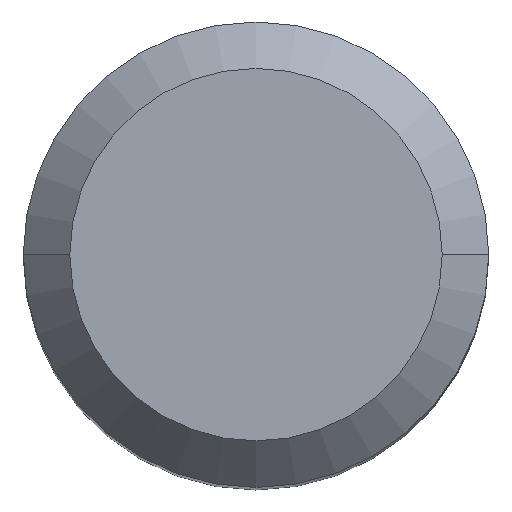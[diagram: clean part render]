
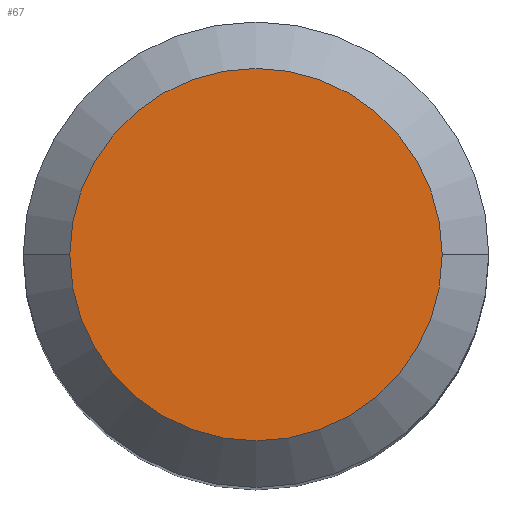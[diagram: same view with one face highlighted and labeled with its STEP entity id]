
A CAD part, top view. The second image highlights one B-rep face of the part: STEP entity #67.
In plain terms, the highlighted planar face has unit normal (0, 0, 1).
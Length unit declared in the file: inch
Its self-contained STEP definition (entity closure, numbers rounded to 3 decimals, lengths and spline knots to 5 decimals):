
#2 = DIRECTION ( 'NONE',  ( 0., 0., 1. ) ) ;
#5 = CARTESIAN_POINT ( 'NONE',  ( -0.22048, 0., 0. ) ) ;
#6 = DIRECTION ( 'NONE',  ( 1., 0., 0. ) ) ;
#40 = CIRCLE ( 'NONE', #64, 0.22048 ) ;
#64 = AXIS2_PLACEMENT_3D ( 'NONE', #102, #411, #136 ) ;
#66 = VERTEX_POINT ( 'NONE', #5 ) ;
#67 = ADVANCED_FACE ( 'NONE', ( #227 ), #344, .F. ) ;
#84 = EDGE_CURVE ( 'NONE', #66, #242, #202, .T. ) ;
#102 = CARTESIAN_POINT ( 'NONE',  ( 0., 0., 0. ) ) ;
#124 = CARTESIAN_POINT ( 'NONE',  ( 0.22048, 0., 0. ) ) ;
#136 = DIRECTION ( 'NONE',  ( 1., 0., 0. ) ) ;
#150 = AXIS2_PLACEMENT_3D ( 'NONE', #224, #2, #6 ) ;
#202 = CIRCLE ( 'NONE', #150, 0.22048 ) ;
#224 = CARTESIAN_POINT ( 'NONE',  ( 0., 0., 0. ) ) ;
#227 = FACE_OUTER_BOUND ( 'NONE', #324, .T. ) ;
#242 = VERTEX_POINT ( 'NONE', #124 ) ;
#301 = DIRECTION ( 'NONE',  ( -1., 0., 0. ) ) ;
#302 = DIRECTION ( 'NONE',  ( 0., 0., -1. ) ) ;
#324 = EDGE_LOOP ( 'NONE', ( #359, #328 ) ) ;
#328 = ORIENTED_EDGE ( 'NONE', *, *, #425, .T. ) ;
#344 = PLANE ( 'NONE',  #467 ) ;
#359 = ORIENTED_EDGE ( 'NONE', *, *, #84, .T. ) ;
#411 = DIRECTION ( 'NONE',  ( 0., 0., 1. ) ) ;
#418 = CARTESIAN_POINT ( 'NONE',  ( 0., 0., 0. ) ) ;
#425 = EDGE_CURVE ( 'NONE', #242, #66, #40, .T. ) ;
#467 = AXIS2_PLACEMENT_3D ( 'NONE', #418, #302, #301 ) ;
